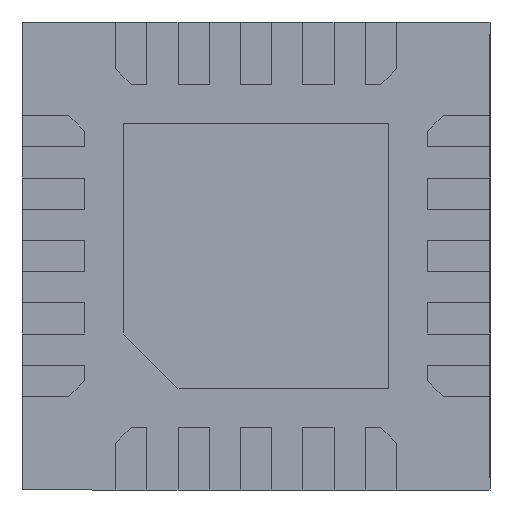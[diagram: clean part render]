
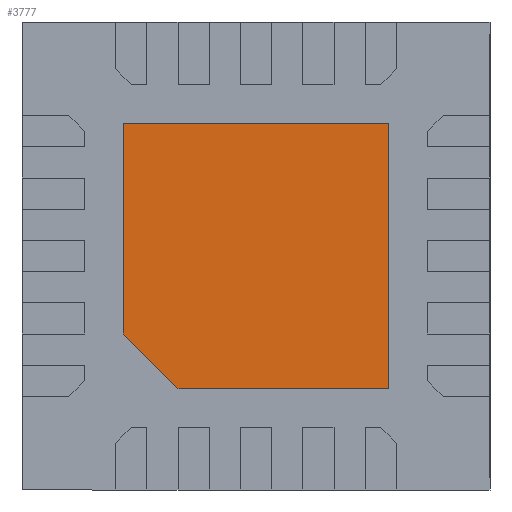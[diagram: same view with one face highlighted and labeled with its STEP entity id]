
A CAD part, front view. The second image highlights one B-rep face of the part: STEP entity #3777.
In plain terms, the highlighted planar face has unit normal (0, -1, 0).
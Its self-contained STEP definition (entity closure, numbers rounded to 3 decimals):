
#139 = EDGE_CURVE ( 'NONE', #6280, #2960, #7514, .T. ) ;
#284 = EDGE_CURVE ( 'NONE', #1285, #6133, #3752, .T. ) ;
#305 = DIRECTION ( 'NONE',  ( 1., 0., 0. ) ) ;
#361 = CARTESIAN_POINT ( 'NONE',  ( 0.85, 0., 0.85 ) ) ;
#550 = FACE_OUTER_BOUND ( 'NONE', #1193, .T. ) ;
#912 = CARTESIAN_POINT ( 'NONE',  ( 0.85, 0., -0.85 ) ) ;
#1193 = EDGE_LOOP ( 'NONE', ( #7239, #1247, #3048, #2484, #5021 ) ) ;
#1213 = CARTESIAN_POINT ( 'NONE',  ( 0.85, 0., -0.85 ) ) ;
#1247 = ORIENTED_EDGE ( 'NONE', *, *, #6284, .T. ) ;
#1285 = VERTEX_POINT ( 'NONE', #2695 ) ;
#1351 = CARTESIAN_POINT ( 'NONE',  ( 0., 0., 0. ) ) ;
#1353 = CARTESIAN_POINT ( 'NONE',  ( 0.85, 0., -0.85 ) ) ;
#1911 = DIRECTION ( 'NONE',  ( 0., 0., -1. ) ) ;
#2340 = CARTESIAN_POINT ( 'NONE',  ( -0.85, 0., -0.5 ) ) ;
#2484 = ORIENTED_EDGE ( 'NONE', *, *, #139, .T. ) ;
#2655 = VECTOR ( 'NONE', #3474, 1000. ) ;
#2695 = CARTESIAN_POINT ( 'NONE',  ( -0.85, 0., 0.85 ) ) ;
#2960 = VERTEX_POINT ( 'NONE', #5651 ) ;
#2992 = EDGE_CURVE ( 'NONE', #2960, #1285, #4712, .T. ) ;
#3048 = ORIENTED_EDGE ( 'NONE', *, *, #4482, .T. ) ;
#3474 = DIRECTION ( 'NONE',  ( 0., 0., 1. ) ) ;
#3481 = VECTOR ( 'NONE', #5053, 1000. ) ;
#3713 = CARTESIAN_POINT ( 'NONE',  ( -0.5, 0., -0.85 ) ) ;
#3752 = LINE ( 'NONE', #3909, #3481 ) ;
#3777 = ADVANCED_FACE ( 'NONE', ( #550 ), #5457, .T. ) ;
#3909 = CARTESIAN_POINT ( 'NONE',  ( -0.85, 0., -0.5 ) ) ;
#4079 = VECTOR ( 'NONE', #6259, 1000. ) ;
#4104 = AXIS2_PLACEMENT_3D ( 'NONE', #1351, #5433, #1911 ) ;
#4294 = DIRECTION ( 'NONE',  ( 0.707, 0., -0.707 ) ) ;
#4482 = EDGE_CURVE ( 'NONE', #5774, #6280, #4934, .T. ) ;
#4712 = LINE ( 'NONE', #361, #4079 ) ;
#4792 = VECTOR ( 'NONE', #4294, 1000. ) ;
#4825 = CARTESIAN_POINT ( 'NONE',  ( -0.5, 0., -0.85 ) ) ;
#4885 = LINE ( 'NONE', #3713, #4792 ) ;
#4934 = LINE ( 'NONE', #912, #6310 ) ;
#5021 = ORIENTED_EDGE ( 'NONE', *, *, #2992, .T. ) ;
#5053 = DIRECTION ( 'NONE',  ( 0., 0., -1. ) ) ;
#5433 = DIRECTION ( 'NONE',  ( 0., -1., 0. ) ) ;
#5457 = PLANE ( 'NONE',  #4104 ) ;
#5651 = CARTESIAN_POINT ( 'NONE',  ( 0.85, 0., 0.85 ) ) ;
#5774 = VERTEX_POINT ( 'NONE', #4825 ) ;
#6133 = VERTEX_POINT ( 'NONE', #2340 ) ;
#6259 = DIRECTION ( 'NONE',  ( -1., 0., 0. ) ) ;
#6280 = VERTEX_POINT ( 'NONE', #1353 ) ;
#6284 = EDGE_CURVE ( 'NONE', #6133, #5774, #4885, .T. ) ;
#6310 = VECTOR ( 'NONE', #305, 1000. ) ;
#7239 = ORIENTED_EDGE ( 'NONE', *, *, #284, .T. ) ;
#7514 = LINE ( 'NONE', #1213, #2655 ) ;
